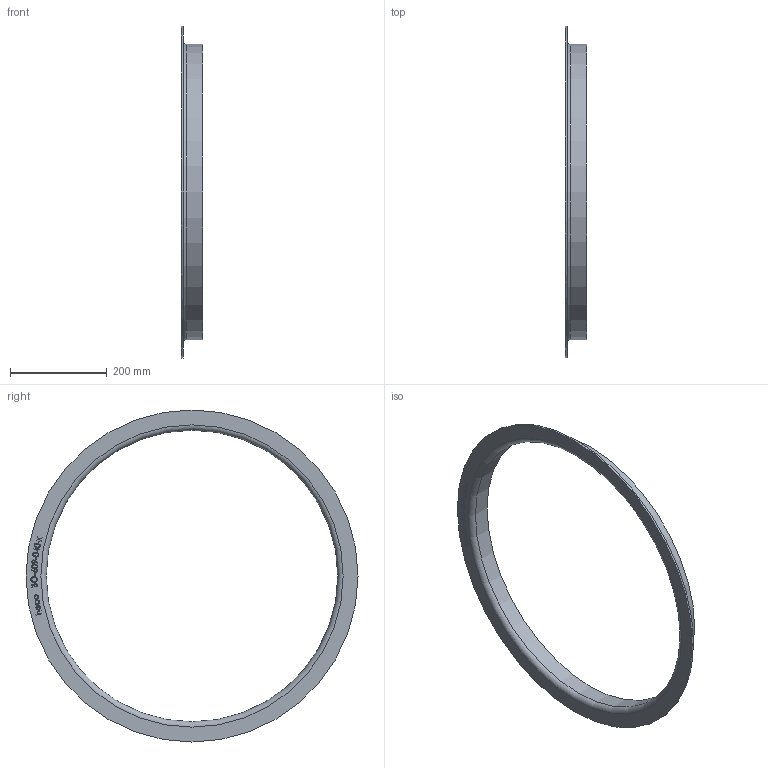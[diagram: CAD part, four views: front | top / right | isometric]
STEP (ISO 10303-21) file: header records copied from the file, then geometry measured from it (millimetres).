
FILE_DESCRIPTION (( 'STEP AP214' ), '1' );
FILE_NAME ('BÖ-609-040-x Vorschweissbördel 2012.STEP', '2020-12-08T10:27:29', ( '' ), ( '' ), 'SwSTEP 2.0', 'SolidWorks 2019', '' );
FILE_SCHEMA (( 'AUTOMOTIVE_DESIGN' ));
Length unit declared in the file: millimetre
Products named in the file (1): BÖ-609-040-x Vorschweissbördel 2012
Bounding box: 45 x 685 x 685 mm (x, y, z)
Volume: 619866.9 mm3; surface area: 326153.7 mm2
Topology: 1 solids, 1 shells, 207 faces, 523 edges, 348 vertices
Faces by surface type: bspline 105, plane 97, cylinder 3, torus 2
Full cylindrical faces by diameter (mm): 601.6 x1, 609.6 x1, 685 x1
Entity records: 14492 total; most frequent: CARTESIAN_POINT 8131, ORIENTED_EDGE 1036, DIRECTION 522, EDGE_CURVE 518, VERTEX_POINT 348, VECTOR 300, LINE 300, EDGE_LOOP 244
